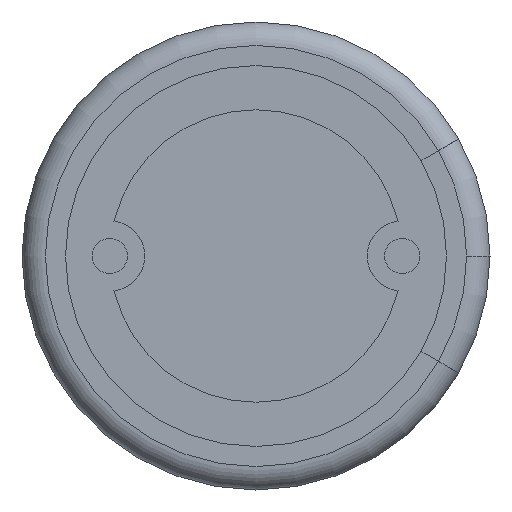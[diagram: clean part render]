
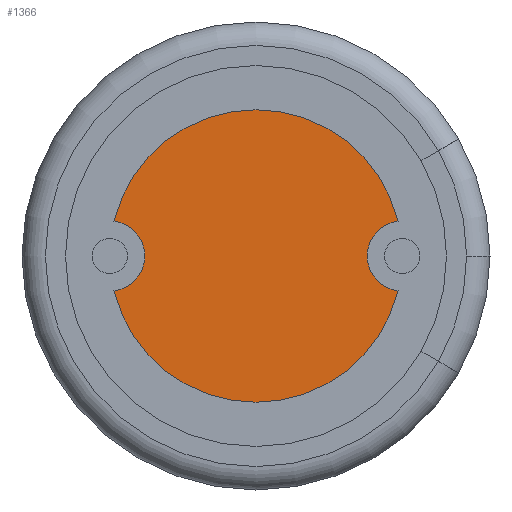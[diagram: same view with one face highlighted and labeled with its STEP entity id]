
A CAD part, front view. The second image highlights one B-rep face of the part: STEP entity #1366.
In plain terms, the highlighted planar face has unit normal (0, -1, 0).
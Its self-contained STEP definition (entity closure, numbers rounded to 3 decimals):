
#76 = DIRECTION ( 'NONE',  ( 0., 0., 1. ) ) ;
#125 = CARTESIAN_POINT ( 'NONE',  ( 0., 0., 0. ) ) ;
#158 = DIRECTION ( 'NONE',  ( 0., -1., 0. ) ) ;
#232 = FACE_OUTER_BOUND ( 'NONE', #1206, .T. ) ;
#310 = ORIENTED_EDGE ( 'NONE', *, *, #2223, .F. ) ;
#362 = DIRECTION ( 'NONE',  ( 0., 0., 1. ) ) ;
#388 = EDGE_CURVE ( 'NONE', #952, #1760, #931, .T. ) ;
#392 = VERTEX_POINT ( 'NONE', #2170 ) ;
#559 = CIRCLE ( 'NONE', #1640, 2.5 ) ;
#632 = CARTESIAN_POINT ( 'NONE',  ( 0., 0., 0. ) ) ;
#661 = DIRECTION ( 'NONE',  ( 0., 0., 1. ) ) ;
#749 = DIRECTION ( 'NONE',  ( 0., 1., 0. ) ) ;
#762 = VERTEX_POINT ( 'NONE', #1490 ) ;
#818 = ORIENTED_EDGE ( 'NONE', *, *, #1234, .F. ) ;
#925 = AXIS2_PLACEMENT_3D ( 'NONE', #1939, #2299, #661 ) ;
#931 = CIRCLE ( 'NONE', #1944, 0.6 ) ;
#952 = VERTEX_POINT ( 'NONE', #1690 ) ;
#973 = DIRECTION ( 'NONE',  ( 0., 1., 0. ) ) ;
#987 = VERTEX_POINT ( 'NONE', #2256 ) ;
#1128 = CIRCLE ( 'NONE', #1660, 2.5 ) ;
#1148 = AXIS2_PLACEMENT_3D ( 'NONE', #125, #1582, #1576 ) ;
#1206 = EDGE_LOOP ( 'NONE', ( #2058, #2159, #818, #310, #1245 ) ) ;
#1234 = EDGE_CURVE ( 'NONE', #987, #392, #1128, .T. ) ;
#1245 = ORIENTED_EDGE ( 'NONE', *, *, #388, .F. ) ;
#1366 = ADVANCED_FACE ( 'NONE', ( #232 ), #1767, .F. ) ;
#1379 = CIRCLE ( 'NONE', #925, 0.6 ) ;
#1426 = DIRECTION ( 'NONE',  ( 0., 1., 0. ) ) ;
#1483 = EDGE_CURVE ( 'NONE', #762, #952, #1697, .T. ) ;
#1490 = CARTESIAN_POINT ( 'NONE',  ( 2.428, 0., -0.596 ) ) ;
#1522 = AXIS2_PLACEMENT_3D ( 'NONE', #2167, #1426, #362 ) ;
#1576 = DIRECTION ( 'NONE',  ( 0., 0., 1. ) ) ;
#1582 = DIRECTION ( 'NONE',  ( 0., 1., 0. ) ) ;
#1640 = AXIS2_PLACEMENT_3D ( 'NONE', #1993, #749, #1843 ) ;
#1660 = AXIS2_PLACEMENT_3D ( 'NONE', #632, #973, #76 ) ;
#1690 = CARTESIAN_POINT ( 'NONE',  ( -2.428, 0., -0.596 ) ) ;
#1697 = CIRCLE ( 'NONE', #1522, 2.5 ) ;
#1760 = VERTEX_POINT ( 'NONE', #2214 ) ;
#1767 = PLANE ( 'NONE',  #1148 ) ;
#1843 = DIRECTION ( 'NONE',  ( 0., 0., 1. ) ) ;
#1939 = CARTESIAN_POINT ( 'NONE',  ( 2.5, 0., 0. ) ) ;
#1944 = AXIS2_PLACEMENT_3D ( 'NONE', #2146, #158, #2326 ) ;
#1993 = CARTESIAN_POINT ( 'NONE',  ( 0., 0., 0. ) ) ;
#2058 = ORIENTED_EDGE ( 'NONE', *, *, #1483, .F. ) ;
#2146 = CARTESIAN_POINT ( 'NONE',  ( -2.5, 0., 0. ) ) ;
#2159 = ORIENTED_EDGE ( 'NONE', *, *, #2332, .T. ) ;
#2167 = CARTESIAN_POINT ( 'NONE',  ( 0., 0., 0. ) ) ;
#2170 = CARTESIAN_POINT ( 'NONE',  ( 2.428, 0., 0.596 ) ) ;
#2214 = CARTESIAN_POINT ( 'NONE',  ( -2.428, 0., 0.596 ) ) ;
#2223 = EDGE_CURVE ( 'NONE', #1760, #987, #559, .T. ) ;
#2256 = CARTESIAN_POINT ( 'NONE',  ( 0., 0., 2.5 ) ) ;
#2299 = DIRECTION ( 'NONE',  ( 0., 1., 0. ) ) ;
#2326 = DIRECTION ( 'NONE',  ( 0., 0., 1. ) ) ;
#2332 = EDGE_CURVE ( 'NONE', #762, #392, #1379, .T. ) ;
